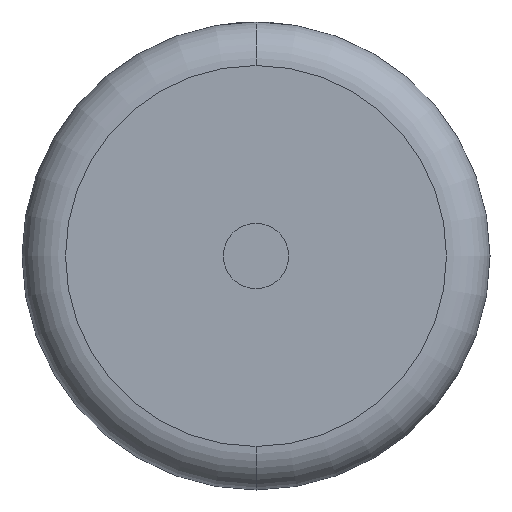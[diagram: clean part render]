
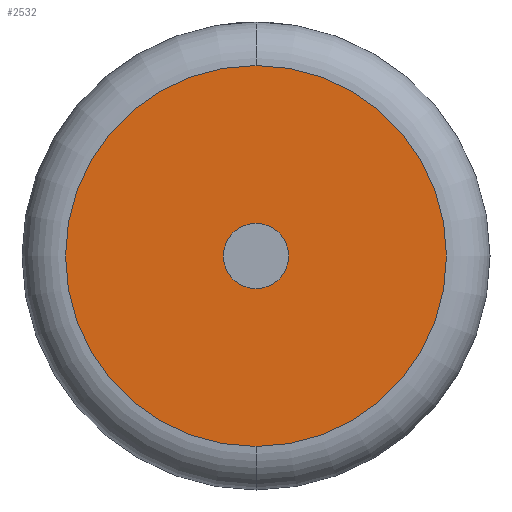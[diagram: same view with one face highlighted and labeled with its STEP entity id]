
A CAD part, front view. The second image highlights one B-rep face of the part: STEP entity #2532.
In plain terms, the highlighted planar face has unit normal (0, -1, 0).
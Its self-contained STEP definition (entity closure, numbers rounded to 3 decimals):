
#35 = EDGE_CURVE ( 'NONE', #4147, #1138, #3794, .T. ) ;
#49 = ORIENTED_EDGE ( 'NONE', *, *, #2631, .T. ) ;
#221 = VERTEX_POINT ( 'NONE', #3710 ) ;
#226 = EDGE_LOOP ( 'NONE', ( #49, #632 ) ) ;
#446 = CARTESIAN_POINT ( 'NONE',  ( 0., 0., 0. ) ) ;
#505 = AXIS2_PLACEMENT_3D ( 'NONE', #446, #1980, #3512 ) ;
#506 = EDGE_CURVE ( 'NONE', #1138, #4147, #2591, .T. ) ;
#598 = DIRECTION ( 'NONE',  ( 0., -1., 0. ) ) ;
#632 = ORIENTED_EDGE ( 'NONE', *, *, #3101, .T. ) ;
#1030 = CARTESIAN_POINT ( 'NONE',  ( 0., 0., 0. ) ) ;
#1045 = FACE_OUTER_BOUND ( 'NONE', #226, .T. ) ;
#1134 = AXIS2_PLACEMENT_3D ( 'NONE', #1030, #598, #3798 ) ;
#1138 = VERTEX_POINT ( 'NONE', #1688 ) ;
#1589 = VERTEX_POINT ( 'NONE', #2213 ) ;
#1688 = CARTESIAN_POINT ( 'NONE',  ( 0., 0., -6. ) ) ;
#1719 = DIRECTION ( 'NONE',  ( 0., 0., 1. ) ) ;
#1743 = DIRECTION ( 'NONE',  ( 0., 0., 1. ) ) ;
#1886 = PLANE ( 'NONE',  #3475 ) ;
#1980 = DIRECTION ( 'NONE',  ( 0., -1., 0. ) ) ;
#2213 = CARTESIAN_POINT ( 'NONE',  ( 0., 0., 35.002 ) ) ;
#2294 = EDGE_LOOP ( 'NONE', ( #4466, #3867 ) ) ;
#2423 = AXIS2_PLACEMENT_3D ( 'NONE', #4076, #3027, #4516 ) ;
#2511 = CARTESIAN_POINT ( 'NONE',  ( 0., 0., 0. ) ) ;
#2532 = ADVANCED_FACE ( 'NONE', ( #1045, #2583 ), #1886, .F. ) ;
#2583 = FACE_BOUND ( 'NONE', #2294, .T. ) ;
#2591 = CIRCLE ( 'NONE', #1134, 6. ) ;
#2631 = EDGE_CURVE ( 'NONE', #1589, #221, #3079, .T. ) ;
#3027 = DIRECTION ( 'NONE',  ( 0., -1., 0. ) ) ;
#3079 = CIRCLE ( 'NONE', #3391, 35.002 ) ;
#3101 = EDGE_CURVE ( 'NONE', #221, #1589, #3793, .T. ) ;
#3140 = CARTESIAN_POINT ( 'NONE',  ( 0., 0., 6. ) ) ;
#3296 = DIRECTION ( 'NONE',  ( 0., 1., 0. ) ) ;
#3391 = AXIS2_PLACEMENT_3D ( 'NONE', #4433, #4061, #1719 ) ;
#3475 = AXIS2_PLACEMENT_3D ( 'NONE', #2511, #3296, #1743 ) ;
#3512 = DIRECTION ( 'NONE',  ( 0., 0., 1. ) ) ;
#3710 = CARTESIAN_POINT ( 'NONE',  ( 0., 0., -35.002 ) ) ;
#3793 = CIRCLE ( 'NONE', #505, 35.002 ) ;
#3794 = CIRCLE ( 'NONE', #2423, 6. ) ;
#3798 = DIRECTION ( 'NONE',  ( 0., 0., 1. ) ) ;
#3867 = ORIENTED_EDGE ( 'NONE', *, *, #506, .F. ) ;
#4061 = DIRECTION ( 'NONE',  ( 0., -1., 0. ) ) ;
#4076 = CARTESIAN_POINT ( 'NONE',  ( 0., 0., 0. ) ) ;
#4147 = VERTEX_POINT ( 'NONE', #3140 ) ;
#4433 = CARTESIAN_POINT ( 'NONE',  ( 0., 0., 0. ) ) ;
#4466 = ORIENTED_EDGE ( 'NONE', *, *, #35, .F. ) ;
#4516 = DIRECTION ( 'NONE',  ( 0., 0., 1. ) ) ;
